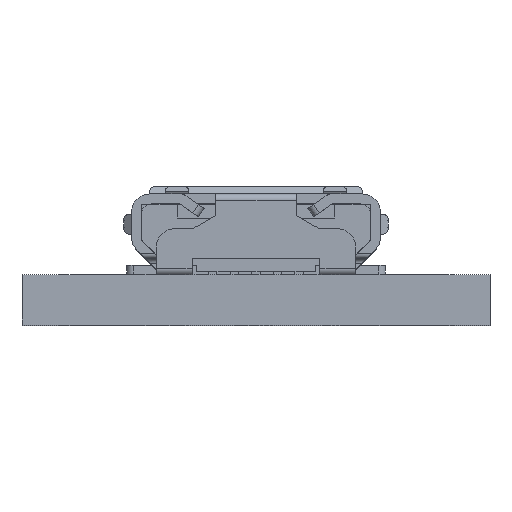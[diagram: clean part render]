
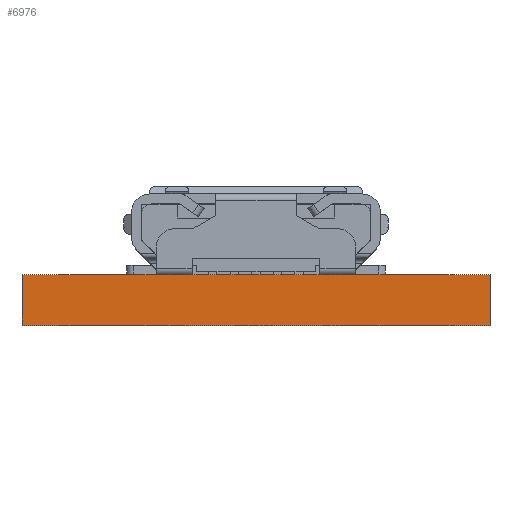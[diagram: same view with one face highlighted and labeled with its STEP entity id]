
A CAD part, top view. The second image highlights one B-rep face of the part: STEP entity #6976.
In plain terms, the highlighted planar face has unit normal (0, 0, 1).
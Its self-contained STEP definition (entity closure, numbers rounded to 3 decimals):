
#209 = FACE_OUTER_BOUND ( 'NONE', #1301, .T. ) ;
#1301 = EDGE_LOOP ( 'NONE', ( #9002, #9760, #6990, #10375 ) ) ;
#2531 = VECTOR ( 'NONE', #9230, 1000. ) ;
#3178 = VERTEX_POINT ( 'NONE', #5520 ) ;
#3441 = DIRECTION ( 'NONE',  ( 0., -1., 0. ) ) ;
#3550 = DIRECTION ( 'NONE',  ( 0., 0., -1. ) ) ;
#3628 = PLANE ( 'NONE',  #6151 ) ;
#5519 = DIRECTION ( 'NONE',  ( 0., -1., 0. ) ) ;
#5520 = CARTESIAN_POINT ( 'NONE',  ( 14.1, 1.52, 0. ) ) ;
#5649 = CARTESIAN_POINT ( 'NONE',  ( 0., 1.52, 0. ) ) ;
#5997 = EDGE_CURVE ( 'NONE', #14034, #7790, #6440, .T. ) ;
#6151 = AXIS2_PLACEMENT_3D ( 'NONE', #10953, #3550, #8283 ) ;
#6440 = LINE ( 'NONE', #12210, #10066 ) ;
#6623 = CARTESIAN_POINT ( 'NONE',  ( 0., 1.52, 0. ) ) ;
#6711 = CARTESIAN_POINT ( 'NONE',  ( 0., 1.52, 0. ) ) ;
#6976 = ADVANCED_FACE ( 'NONE', ( #209 ), #3628, .F. ) ;
#6990 = ORIENTED_EDGE ( 'NONE', *, *, #14684, .F. ) ;
#7184 = VECTOR ( 'NONE', #3441, 1000. ) ;
#7223 = CARTESIAN_POINT ( 'NONE',  ( 14.1, 0., 0. ) ) ;
#7790 = VERTEX_POINT ( 'NONE', #7223 ) ;
#8283 = DIRECTION ( 'NONE',  ( -1., 0., 0. ) ) ;
#9002 = ORIENTED_EDGE ( 'NONE', *, *, #5997, .T. ) ;
#9230 = DIRECTION ( 'NONE',  ( 1., 0., 0. ) ) ;
#9426 = VECTOR ( 'NONE', #5519, 1000. ) ;
#9760 = ORIENTED_EDGE ( 'NONE', *, *, #12415, .F. ) ;
#10007 = DIRECTION ( 'NONE',  ( 1., 0., 0. ) ) ;
#10066 = VECTOR ( 'NONE', #10007, 1000. ) ;
#10370 = CARTESIAN_POINT ( 'NONE',  ( 14.1, 1.52, 0. ) ) ;
#10375 = ORIENTED_EDGE ( 'NONE', *, *, #12819, .T. ) ;
#10596 = VERTEX_POINT ( 'NONE', #6623 ) ;
#10953 = CARTESIAN_POINT ( 'NONE',  ( 0., 1.52, 0. ) ) ;
#11615 = CARTESIAN_POINT ( 'NONE',  ( 0., 0., 0. ) ) ;
#12210 = CARTESIAN_POINT ( 'NONE',  ( 0., 0., 0. ) ) ;
#12415 = EDGE_CURVE ( 'NONE', #3178, #7790, #14124, .T. ) ;
#12584 = LINE ( 'NONE', #5649, #2531 ) ;
#12819 = EDGE_CURVE ( 'NONE', #10596, #14034, #13791, .T. ) ;
#13791 = LINE ( 'NONE', #6711, #9426 ) ;
#14034 = VERTEX_POINT ( 'NONE', #11615 ) ;
#14124 = LINE ( 'NONE', #10370, #7184 ) ;
#14684 = EDGE_CURVE ( 'NONE', #10596, #3178, #12584, .T. ) ;
